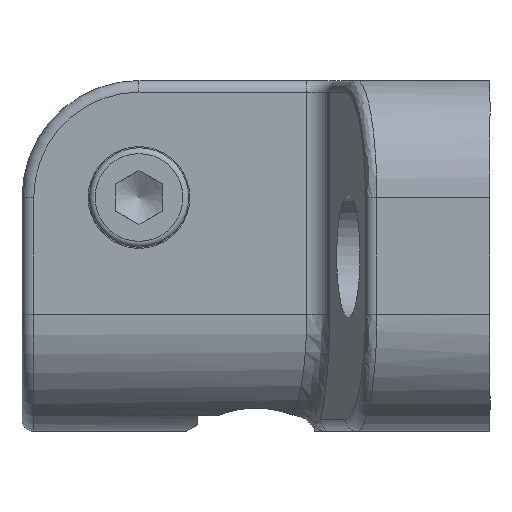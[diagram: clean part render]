
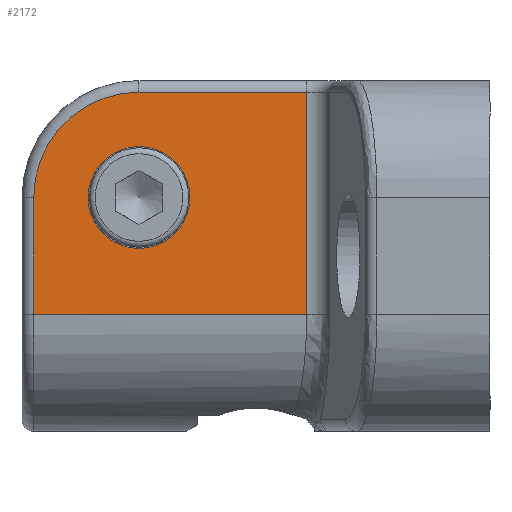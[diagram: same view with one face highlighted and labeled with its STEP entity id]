
A CAD part, left-side view. The second image highlights one B-rep face of the part: STEP entity #2172.
In plain terms, the highlighted planar face has unit normal (-1, 0, 0).
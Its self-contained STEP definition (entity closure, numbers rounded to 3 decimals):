
#1024=CARTESIAN_POINT('',(-10.,15.657,29.0));
#1025=VERTEX_POINT('',#1024);
#1043=CARTESIAN_POINT('',(-10.0,30.0,29.0));
#1044=VERTEX_POINT('',#1043);
#1052=CARTESIAN_POINT('',(-10.0,30.0,29.0));
#1053=DIRECTION('',(0.0,-1.0,0.0));
#1054=VECTOR('',#1053,14.343);
#1055=LINE('',#1052,#1054);
#1056=EDGE_CURVE('',#1044,#1025,#1055,.T.);
#1102=CARTESIAN_POINT('',(-10.0,39.0,20.0));
#1103=VERTEX_POINT('',#1102);
#1111=CARTESIAN_POINT('',(-10.0,30.0,20.0));
#1112=DIRECTION('',(1.,0.,0.));
#1113=DIRECTION('',(0.,0.707,0.707));
#1114=AXIS2_PLACEMENT_3D('',#1111,#1112,#1113);
#1115=CIRCLE('',#1114,9.0);
#1116=EDGE_CURVE('',#1103,#1044,#1115,.T.);
#1168=CARTESIAN_POINT('',(-10.0,39.0,10.));
#1169=VERTEX_POINT('',#1168);
#1177=CARTESIAN_POINT('',(-10.0,39.0,10.0));
#1178=DIRECTION('',(0.0,0.0,1.0));
#1179=VECTOR('',#1178,10.0);
#1180=LINE('',#1177,#1179);
#1181=EDGE_CURVE('',#1169,#1103,#1180,.T.);
#2076=CARTESIAN_POINT('',(-10.0,15.657,10.));
#2077=VERTEX_POINT('',#2076);
#2133=CARTESIAN_POINT('',(-10.0,15.657,29.0));
#2134=DIRECTION('',(0.0,0.0,-1.0));
#2135=VECTOR('',#2134,19.0);
#2136=LINE('',#2133,#2135);
#2137=EDGE_CURVE('',#1025,#2077,#2136,.T.);
#2144=CARTESIAN_POINT('',(-10.0,14.0,30.0));
#2145=DIRECTION('',(-1.0,0.0,0.0));
#2146=DIRECTION('',(0.0,0.0,1.0));
#2147=AXIS2_PLACEMENT_3D('',#2144,#2145,#2146);
#2148=PLANE('',#2147);
#2149=ORIENTED_EDGE('',*,*,#1056,.F.);
#2150=ORIENTED_EDGE('',*,*,#1116,.F.);
#2151=ORIENTED_EDGE('',*,*,#1181,.F.);
#2152=CARTESIAN_POINT('',(-10.0,15.657,10.));
#2153=DIRECTION('',(0.0,1.0,0.0));
#2154=VECTOR('',#2153,23.343);
#2155=LINE('',#2152,#2154);
#2156=EDGE_CURVE('',#2077,#1169,#2155,.T.);
#2157=ORIENTED_EDGE('',*,*,#2156,.F.);
#2158=ORIENTED_EDGE('',*,*,#2137,.F.);
#2159=EDGE_LOOP('',(#2149,#2150,#2151,#2157,#2158));
#2160=FACE_OUTER_BOUND('',#2159,.T.);
#2161=CARTESIAN_POINT('',(-10.0,25.65,20.0));
#2162=VERTEX_POINT('',#2161);
#2163=CARTESIAN_POINT('',(-10.0,30.0,20.0));
#2164=DIRECTION('',(1.0,0.0,0.0));
#2165=DIRECTION('',(0.0,-1.0,0.0));
#2166=AXIS2_PLACEMENT_3D('',#2163,#2164,#2165);
#2167=CIRCLE('',#2166,4.35);
#2168=EDGE_CURVE('',#2162,#2162,#2167,.T.);
#2169=ORIENTED_EDGE('',*,*,#2168,.T.);
#2170=EDGE_LOOP('',(#2169));
#2171=FACE_BOUND('',#2170,.T.);
#2172=ADVANCED_FACE('',(#2160,#2171),#2148,.T.);
